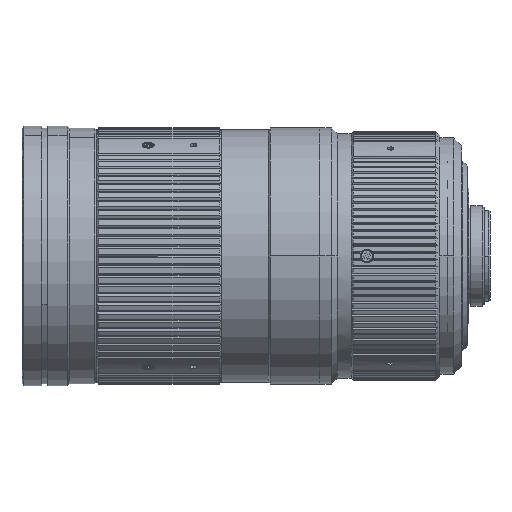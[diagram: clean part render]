
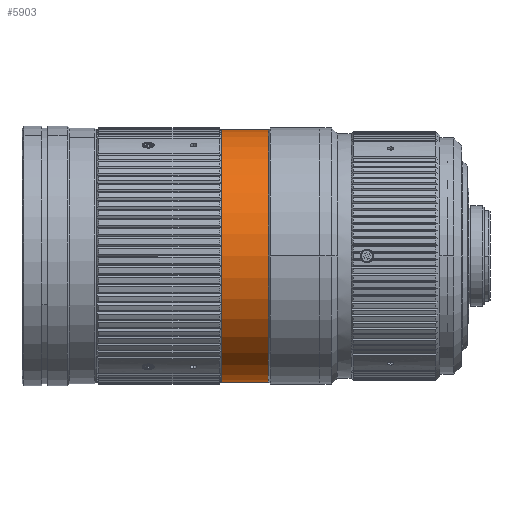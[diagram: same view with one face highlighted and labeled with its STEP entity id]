
A CAD part, front view. The second image highlights one B-rep face of the part: STEP entity #5903.
In plain terms, the highlighted cylindrical face has radius 32 mm (diameter 64 mm), a partial arc.
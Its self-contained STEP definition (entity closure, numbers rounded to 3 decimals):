
#102 = EDGE_CURVE ( 'NONE', #43016, #33206, #39875, .T. ) ;
#2194 = CYLINDRICAL_SURFACE ( 'NONE', #58156, 32. ) ;
#3862 = DIRECTION ( 'NONE',  ( -1., 0., 0. ) ) ;
#4428 = LINE ( 'NONE', #21361, #61770 ) ;
#5843 = EDGE_CURVE ( 'NONE', #78090, #38180, #4428, .T. ) ;
#5903 = ADVANCED_FACE ( 'NONE', ( #72169 ), #2194, .T. ) ;
#7764 = CIRCLE ( 'NONE', #11372, 32. ) ;
#10598 = EDGE_CURVE ( 'NONE', #33206, #38180, #7764, .T. ) ;
#11372 = AXIS2_PLACEMENT_3D ( 'NONE', #25550, #87003, #29270 ) ;
#15233 = ORIENTED_EDGE ( 'NONE', *, *, #5843, .T. ) ;
#19415 = DIRECTION ( 'NONE',  ( -1., 0., 0. ) ) ;
#21361 = CARTESIAN_POINT ( 'NONE',  ( 43., 0., 32. ) ) ;
#22058 = EDGE_CURVE ( 'NONE', #43016, #78090, #22882, .T. ) ;
#22882 = CIRCLE ( 'NONE', #31919, 32. ) ;
#23590 = CARTESIAN_POINT ( 'NONE',  ( 31., 0., -32. ) ) ;
#25550 = CARTESIAN_POINT ( 'NONE',  ( 31., 0., 0. ) ) ;
#29270 = DIRECTION ( 'NONE',  ( 0., 0., 1. ) ) ;
#31919 = AXIS2_PLACEMENT_3D ( 'NONE', #97789, #19415, #53311 ) ;
#33206 = VERTEX_POINT ( 'NONE', #23590 ) ;
#33443 = EDGE_LOOP ( 'NONE', ( #78505, #47536, #15233, #67140 ) ) ;
#38180 = VERTEX_POINT ( 'NONE', #105736 ) ;
#39875 = LINE ( 'NONE', #82749, #109672 ) ;
#43016 = VERTEX_POINT ( 'NONE', #109895 ) ;
#47536 = ORIENTED_EDGE ( 'NONE', *, *, #22058, .T. ) ;
#53311 = DIRECTION ( 'NONE',  ( 0., 0., 1. ) ) ;
#58156 = AXIS2_PLACEMENT_3D ( 'NONE', #71058, #3862, #89082 ) ;
#61770 = VECTOR ( 'NONE', #105449, 1000. ) ;
#67140 = ORIENTED_EDGE ( 'NONE', *, *, #10598, .F. ) ;
#71058 = CARTESIAN_POINT ( 'NONE',  ( 43., 0., 0. ) ) ;
#72169 = FACE_OUTER_BOUND ( 'NONE', #33443, .T. ) ;
#78090 = VERTEX_POINT ( 'NONE', #106600 ) ;
#78505 = ORIENTED_EDGE ( 'NONE', *, *, #102, .F. ) ;
#82749 = CARTESIAN_POINT ( 'NONE',  ( 43., 0., -32. ) ) ;
#87003 = DIRECTION ( 'NONE',  ( -1., 0., 0. ) ) ;
#89082 = DIRECTION ( 'NONE',  ( 0., 0., 1. ) ) ;
#91199 = DIRECTION ( 'NONE',  ( -1., 0., 0. ) ) ;
#97789 = CARTESIAN_POINT ( 'NONE',  ( 43., 0., 0. ) ) ;
#105449 = DIRECTION ( 'NONE',  ( -1., 0., 0. ) ) ;
#105736 = CARTESIAN_POINT ( 'NONE',  ( 31., 0., 32. ) ) ;
#106600 = CARTESIAN_POINT ( 'NONE',  ( 43., 0., 32. ) ) ;
#109672 = VECTOR ( 'NONE', #91199, 1000. ) ;
#109895 = CARTESIAN_POINT ( 'NONE',  ( 43., 0., -32. ) ) ;
